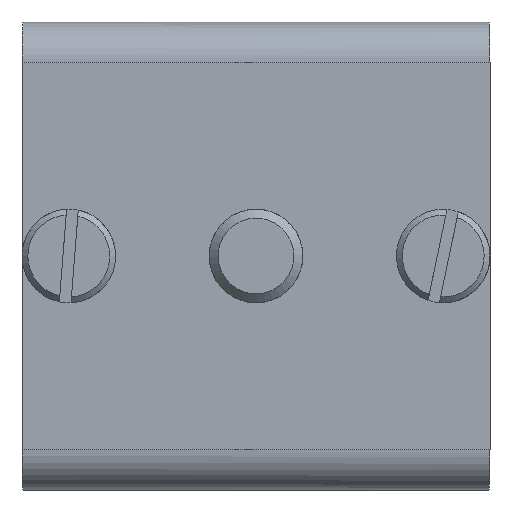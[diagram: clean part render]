
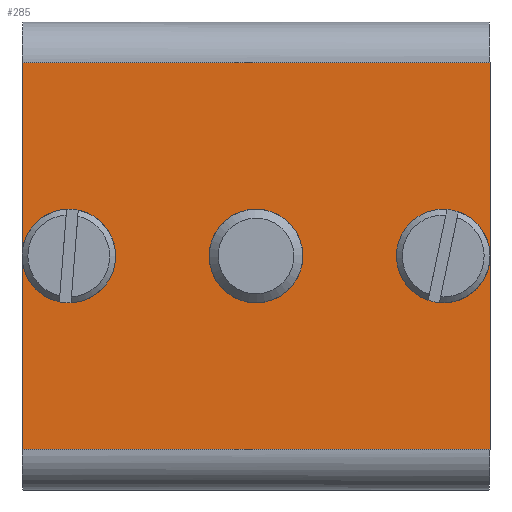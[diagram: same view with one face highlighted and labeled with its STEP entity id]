
A CAD part, front view. The second image highlights one B-rep face of the part: STEP entity #285.
In plain terms, the highlighted planar face has unit normal (0, -1, 0).
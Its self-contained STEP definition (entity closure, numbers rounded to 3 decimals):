
#114=CARTESIAN_POINT('',(20.0,0.0,-16.5));
#115=VERTEX_POINT('',#114);
#123=CARTESIAN_POINT('',(-20.0,0.0,-16.5));
#124=VERTEX_POINT('',#123);
#125=CARTESIAN_POINT('',(20.0,0.0,-16.5));
#126=DIRECTION('',(-1.0,0.0,0.0));
#127=VECTOR('',#126,40.0);
#128=LINE('',#125,#127);
#129=EDGE_CURVE('',#115,#124,#128,.T.);
#155=CARTESIAN_POINT('',(-20.0,0.0,16.5));
#156=VERTEX_POINT('',#155);
#157=CARTESIAN_POINT('',(-20.0,0.0,16.5));
#158=DIRECTION('',(0.0,0.0,-1.0));
#159=VECTOR('',#158,33.0);
#160=LINE('',#157,#159);
#161=EDGE_CURVE('',#156,#124,#160,.T.);
#229=CARTESIAN_POINT('',(20.0,0.0,0.0));
#230=DIRECTION('',(0.0,-1.0,0.0));
#231=DIRECTION('',(0.0,0.0,-1.0));
#232=AXIS2_PLACEMENT_3D('',#229,#230,#231);
#233=PLANE('',#232);
#234=ORIENTED_EDGE('',*,*,#129,.F.);
#235=CARTESIAN_POINT('',(20.0,0.0,16.5));
#236=VERTEX_POINT('',#235);
#237=CARTESIAN_POINT('',(20.0,0.0,-16.5));
#238=DIRECTION('',(0.0,0.0,1.0));
#239=VECTOR('',#238,33.0);
#240=LINE('',#237,#239);
#241=EDGE_CURVE('',#115,#236,#240,.T.);
#242=ORIENTED_EDGE('',*,*,#241,.T.);
#243=CARTESIAN_POINT('',(-20.0,0.0,16.5));
#244=DIRECTION('',(1.0,0.0,0.0));
#245=VECTOR('',#244,40.0);
#246=LINE('',#243,#245);
#247=EDGE_CURVE('',#156,#236,#246,.T.);
#248=ORIENTED_EDGE('',*,*,#247,.F.);
#249=ORIENTED_EDGE('',*,*,#161,.T.);
#250=EDGE_LOOP('',(#234,#242,#248,#249));
#251=FACE_OUTER_BOUND('',#250,.T.);
#252=CARTESIAN_POINT('',(4.0,0.0,0.0));
#253=VERTEX_POINT('',#252);
#254=CARTESIAN_POINT('',(0.0,0.0,0.0));
#255=DIRECTION('',(0.0,1.0,0.0));
#256=DIRECTION('',(1.0,0.0,0.0));
#257=AXIS2_PLACEMENT_3D('',#254,#255,#256);
#258=CIRCLE('',#257,4.0);
#259=EDGE_CURVE('',#253,#253,#258,.T.);
#260=ORIENTED_EDGE('',*,*,#259,.T.);
#261=EDGE_LOOP('',(#260));
#262=FACE_BOUND('',#261,.T.);
#263=CARTESIAN_POINT('',(-13.933,0.0,0.0));
#264=VERTEX_POINT('',#263);
#265=CARTESIAN_POINT('',(-16.,0.0,0.0));
#266=DIRECTION('',(0.0,1.0,0.0));
#267=DIRECTION('',(1.0,0.0,0.0));
#268=AXIS2_PLACEMENT_3D('',#265,#266,#267);
#269=CIRCLE('',#268,2.067);
#270=EDGE_CURVE('',#264,#264,#269,.T.);
#271=ORIENTED_EDGE('',*,*,#270,.T.);
#272=EDGE_LOOP('',(#271));
#273=FACE_BOUND('',#272,.T.);
#274=CARTESIAN_POINT('',(18.067,0.0,0.0));
#275=VERTEX_POINT('',#274);
#276=CARTESIAN_POINT('',(16.,0.0,0.0));
#277=DIRECTION('',(0.0,1.0,0.0));
#278=DIRECTION('',(1.0,0.0,0.0));
#279=AXIS2_PLACEMENT_3D('',#276,#277,#278);
#280=CIRCLE('',#279,2.067);
#281=EDGE_CURVE('',#275,#275,#280,.T.);
#282=ORIENTED_EDGE('',*,*,#281,.T.);
#283=EDGE_LOOP('',(#282));
#284=FACE_BOUND('',#283,.T.);
#285=ADVANCED_FACE('',(#251,#262,#273,#284),#233,.T.);
